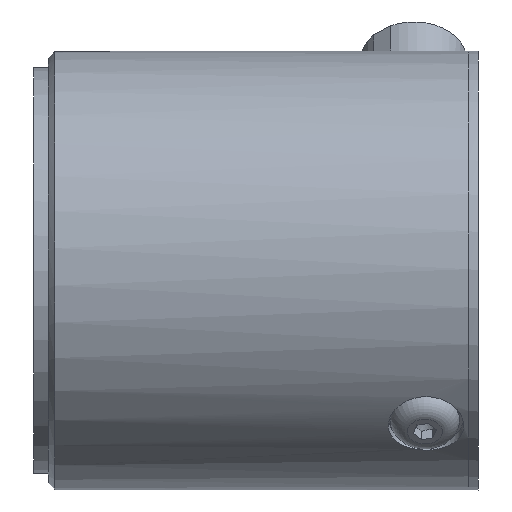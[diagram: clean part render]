
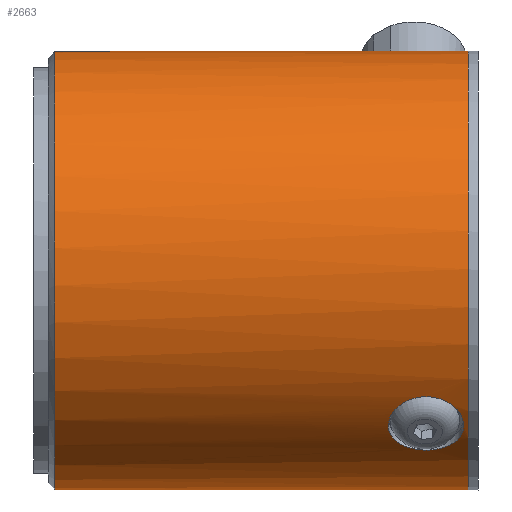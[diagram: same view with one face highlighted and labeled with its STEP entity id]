
A CAD part, left-side view. The second image highlights one B-rep face of the part: STEP entity #2663.
In plain terms, the highlighted cylindrical face has radius 25.082 mm (diameter 50.165 mm), a full revolution.
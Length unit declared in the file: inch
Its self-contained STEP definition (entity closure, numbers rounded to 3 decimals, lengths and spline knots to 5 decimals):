
#335=LINE('',#4678,#448);
#337=LINE('',#4691,#450);
#448=VECTOR('',#3604,0.245);
#450=VECTOR('',#3618,0.245);
#601=FACE_BOUND('',#1021,.T.);
#602=FACE_BOUND('',#1022,.T.);
#668=B_SPLINE_CURVE_WITH_KNOTS('',3,(#4563,#4564,#4565,#4566,#4567,#4568,
#4569,#4570,#4571,#4572,#4573,#4574,#4575,#4576,#4577,#4578,#4579,#4580),
 .UNSPECIFIED.,.F.,.F.,(4,2,2,2,2,2,2,2,4),(0.65201,0.81501,
0.97801,1.14102,1.30402,1.46703,1.63003,
1.79303,1.95603),.UNSPECIFIED.);
#669=B_SPLINE_CURVE_WITH_KNOTS('',3,(#4581,#4582,#4583,#4584,#4585,#4586,
#4587,#4588,#4589,#4590,#4591,#4592,#4593,#4594,#4595,#4596,#4597,#4598,
#4599),.UNSPECIFIED.,.F.,.F.,(4,2,2,2,3,2,2,2,4),(1.95603,2.11903,
2.28203,2.44504,2.60804,2.77105,2.93406,
3.09706,3.26006),.UNSPECIFIED.);
#672=B_SPLINE_CURVE_WITH_KNOTS('',3,(#4693,#4694,#4695,#4696,#4697,#4698,
#4699,#4700,#4701,#4702),.UNSPECIFIED.,.F.,.F.,(4,2,2,2,4),(-1.88574,
-1.65001,-1.41427,-1.17857,-0.94287),
 .UNSPECIFIED.);
#673=B_SPLINE_CURVE_WITH_KNOTS('',3,(#4703,#4704,#4705,#4706,#4707,#4708,
#4709,#4710,#4711,#4712),.UNSPECIFIED.,.F.,.F.,(4,2,2,2,4),(-0.94287,
-0.70717,-0.47147,-0.23573,0.),
 .UNSPECIFIED.);
#782=FACE_OUTER_BOUND('',#1020,.T.);
#1020=EDGE_LOOP('',(#2304,#2305,#2306,#2307,#2308,#2309));
#1021=EDGE_LOOP('',(#2310,#2311));
#1022=EDGE_LOOP('',(#2312));
#1242=CIRCLE('',#2955,0.9875);
#1243=CIRCLE('',#2957,0.9875);
#1244=CIRCLE('',#2958,0.9875);
#1472=VERTEX_POINT('',#4561);
#1473=VERTEX_POINT('',#4562);
#1482=VERTEX_POINT('',#4675);
#1483=VERTEX_POINT('',#4677);
#1485=VERTEX_POINT('',#4683);
#1486=VERTEX_POINT('',#4686);
#1487=VERTEX_POINT('',#4688);
#1488=VERTEX_POINT('',#4690);
#1489=VERTEX_POINT('',#4692);
#1771=EDGE_CURVE('',#1472,#1473,#668,.T.);
#1772=EDGE_CURVE('',#1473,#1472,#669,.T.);
#1783=EDGE_CURVE('',#1483,#1482,#335,.T.);
#1786=EDGE_CURVE('',#1485,#1485,#1242,.T.);
#1787=EDGE_CURVE('',#1486,#1482,#1243,.T.);
#1788=EDGE_CURVE('',#1487,#1486,#1244,.T.);
#1789=EDGE_CURVE('',#1487,#1488,#337,.T.);
#1790=EDGE_CURVE('',#1488,#1489,#672,.T.);
#1791=EDGE_CURVE('',#1489,#1483,#673,.T.);
#2304=ORIENTED_EDGE('',*,*,#1783,.T.);
#2305=ORIENTED_EDGE('',*,*,#1787,.F.);
#2306=ORIENTED_EDGE('',*,*,#1788,.F.);
#2307=ORIENTED_EDGE('',*,*,#1789,.T.);
#2308=ORIENTED_EDGE('',*,*,#1790,.T.);
#2309=ORIENTED_EDGE('',*,*,#1791,.T.);
#2310=ORIENTED_EDGE('',*,*,#1771,.T.);
#2311=ORIENTED_EDGE('',*,*,#1772,.T.);
#2312=ORIENTED_EDGE('',*,*,#1786,.F.);
#2524=CYLINDRICAL_SURFACE('',#2956,0.9875);
#2663=ADVANCED_FACE('',(#782,#601,#602),#2524,.T.);
#2955=AXIS2_PLACEMENT_3D('',#4684,#3610,#3611);
#2956=AXIS2_PLACEMENT_3D('',#4685,#3612,#3613);
#2957=AXIS2_PLACEMENT_3D('',#4687,#3614,#3615);
#2958=AXIS2_PLACEMENT_3D('',#4689,#3616,#3617);
#3604=DIRECTION('',(0.,-1.,0.));
#3610=DIRECTION('center_axis',(0.,1.,0.));
#3611=DIRECTION('ref_axis',(0.707,0.,-0.707));
#3612=DIRECTION('center_axis',(0.,-1.,0.));
#3613=DIRECTION('ref_axis',(0.707,0.,-0.707));
#3614=DIRECTION('center_axis',(0.,-1.,0.));
#3615=DIRECTION('ref_axis',(1.,0.,0.));
#3616=DIRECTION('center_axis',(0.,-1.,0.));
#3617=DIRECTION('ref_axis',(1.,0.,0.));
#3618=DIRECTION('',(0.,1.,0.));
#4561=CARTESIAN_POINT('',(-0.69827,0.065,-0.69827));
#4562=CARTESIAN_POINT('',(-0.69827,0.405,-0.69827));
#4563=CARTESIAN_POINT('Ctrl Pts',(-0.69827,0.065,
-0.69827));
#4564=CARTESIAN_POINT('Ctrl Pts',(-0.68314,0.065,
-0.71339));
#4565=CARTESIAN_POINT('Ctrl Pts',(-0.66649,0.06928,
-0.72897));
#4566=CARTESIAN_POINT('Ctrl Pts',(-0.63492,0.08665,
-0.75662));
#4567=CARTESIAN_POINT('Ctrl Pts',(-0.62004,0.09972,
-0.76873));
#4568=CARTESIAN_POINT('Ctrl Pts',(-0.59611,0.12986,-0.78742));
#4569=CARTESIAN_POINT('Ctrl Pts',(-0.58547,0.14895,
-0.79527));
#4570=CARTESIAN_POINT('Ctrl Pts',(-0.57121,0.19082,
-0.80557));
#4571=CARTESIAN_POINT('Ctrl Pts',(-0.56763,0.21361,
-0.80805));
#4572=CARTESIAN_POINT('Ctrl Pts',(-0.56763,0.25639,
-0.80805));
#4573=CARTESIAN_POINT('Ctrl Pts',(-0.57121,0.27918,
-0.80557));
#4574=CARTESIAN_POINT('Ctrl Pts',(-0.58547,0.32105,
-0.79527));
#4575=CARTESIAN_POINT('Ctrl Pts',(-0.59611,0.34014,
-0.78742));
#4576=CARTESIAN_POINT('Ctrl Pts',(-0.62004,0.37028,
-0.76873));
#4577=CARTESIAN_POINT('Ctrl Pts',(-0.63492,0.38335,
-0.75662));
#4578=CARTESIAN_POINT('Ctrl Pts',(-0.66649,0.40072,
-0.72897));
#4579=CARTESIAN_POINT('Ctrl Pts',(-0.68314,0.405,
-0.71339));
#4580=CARTESIAN_POINT('Ctrl Pts',(-0.69827,0.405,
-0.69827));
#4581=CARTESIAN_POINT('Ctrl Pts',(-0.69827,0.405,
-0.69827));
#4582=CARTESIAN_POINT('Ctrl Pts',(-0.71339,0.405,-0.68314));
#4583=CARTESIAN_POINT('Ctrl Pts',(-0.72897,0.40072,
-0.66649));
#4584=CARTESIAN_POINT('Ctrl Pts',(-0.75662,0.38335,
-0.63492));
#4585=CARTESIAN_POINT('Ctrl Pts',(-0.76873,0.37028,
-0.62004));
#4586=CARTESIAN_POINT('Ctrl Pts',(-0.78742,0.34014,
-0.59611));
#4587=CARTESIAN_POINT('Ctrl Pts',(-0.79527,0.32105,
-0.58547));
#4588=CARTESIAN_POINT('Ctrl Pts',(-0.80557,0.27918,
-0.57121));
#4589=CARTESIAN_POINT('Ctrl Pts',(-0.80805,0.25639,
-0.56763));
#4590=CARTESIAN_POINT('Ctrl Pts',(-0.80805,0.235,
-0.56763));
#4591=CARTESIAN_POINT('Ctrl Pts',(-0.80805,0.21361,
-0.56763));
#4592=CARTESIAN_POINT('Ctrl Pts',(-0.80557,0.19082,-0.57121));
#4593=CARTESIAN_POINT('Ctrl Pts',(-0.79527,0.14895,
-0.58547));
#4594=CARTESIAN_POINT('Ctrl Pts',(-0.78742,0.12986,-0.59611));
#4595=CARTESIAN_POINT('Ctrl Pts',(-0.76873,0.09972,
-0.62004));
#4596=CARTESIAN_POINT('Ctrl Pts',(-0.75662,0.08665,
-0.63492));
#4597=CARTESIAN_POINT('Ctrl Pts',(-0.72897,0.06928,
-0.66649));
#4598=CARTESIAN_POINT('Ctrl Pts',(-0.71339,0.065,-0.68314));
#4599=CARTESIAN_POINT('Ctrl Pts',(-0.69827,0.065,
-0.69827));
#4675=CARTESIAN_POINT('',(0.84981,0.045,0.50297));
#4677=CARTESIAN_POINT('',(0.84981,0.29,0.50297));
#4678=CARTESIAN_POINT('',(0.84981,1.935,0.50297));
#4683=CARTESIAN_POINT('',(-0.69827,1.905,0.69827));
#4684=CARTESIAN_POINT('Origin',(0.,1.905,0.));
#4685=CARTESIAN_POINT('Origin',(0.,1.935,0.));
#4686=CARTESIAN_POINT('',(0.9875,0.045,0.));
#4687=CARTESIAN_POINT('Origin',(0.,0.045,0.));
#4688=CARTESIAN_POINT('',(0.50297,0.045,0.84981));
#4689=CARTESIAN_POINT('Origin',(0.,0.045,0.));
#4690=CARTESIAN_POINT('',(0.50297,0.29,0.84981));
#4691=CARTESIAN_POINT('',(0.50297,1.935,0.84981));
#4692=CARTESIAN_POINT('',(0.69827,0.53525,0.69827));
#4693=CARTESIAN_POINT('Ctrl Pts',(0.50297,0.29,0.84981));
#4694=CARTESIAN_POINT('Ctrl Pts',(0.50297,0.32094,0.84981));
#4695=CARTESIAN_POINT('Ctrl Pts',(0.50854,0.35384,0.84659));
#4696=CARTESIAN_POINT('Ctrl Pts',(0.53044,0.41422,0.83304));
#4697=CARTESIAN_POINT('Ctrl Pts',(0.54671,0.44171,0.82265));
#4698=CARTESIAN_POINT('Ctrl Pts',(0.58287,0.48512,0.79743));
#4699=CARTESIAN_POINT('Ctrl Pts',(0.60521,0.50397,0.78089));
#4700=CARTESIAN_POINT('Ctrl Pts',(0.652,0.52904,0.74228));
#4701=CARTESIAN_POINT('Ctrl Pts',(0.6764,0.53525,0.72014));
#4702=CARTESIAN_POINT('Ctrl Pts',(0.69827,0.53525,0.69827));
#4703=CARTESIAN_POINT('Ctrl Pts',(0.69827,0.53525,0.69827));
#4704=CARTESIAN_POINT('Ctrl Pts',(0.72014,0.53525,0.6764));
#4705=CARTESIAN_POINT('Ctrl Pts',(0.74228,0.52904,0.652));
#4706=CARTESIAN_POINT('Ctrl Pts',(0.78089,0.50397,0.60521));
#4707=CARTESIAN_POINT('Ctrl Pts',(0.79743,0.48512,0.58287));
#4708=CARTESIAN_POINT('Ctrl Pts',(0.82265,0.44171,0.54671));
#4709=CARTESIAN_POINT('Ctrl Pts',(0.83304,0.41422,0.53044));
#4710=CARTESIAN_POINT('Ctrl Pts',(0.84659,0.35384,0.50854));
#4711=CARTESIAN_POINT('Ctrl Pts',(0.84981,0.32094,0.50297));
#4712=CARTESIAN_POINT('Ctrl Pts',(0.84981,0.29,0.50297));
